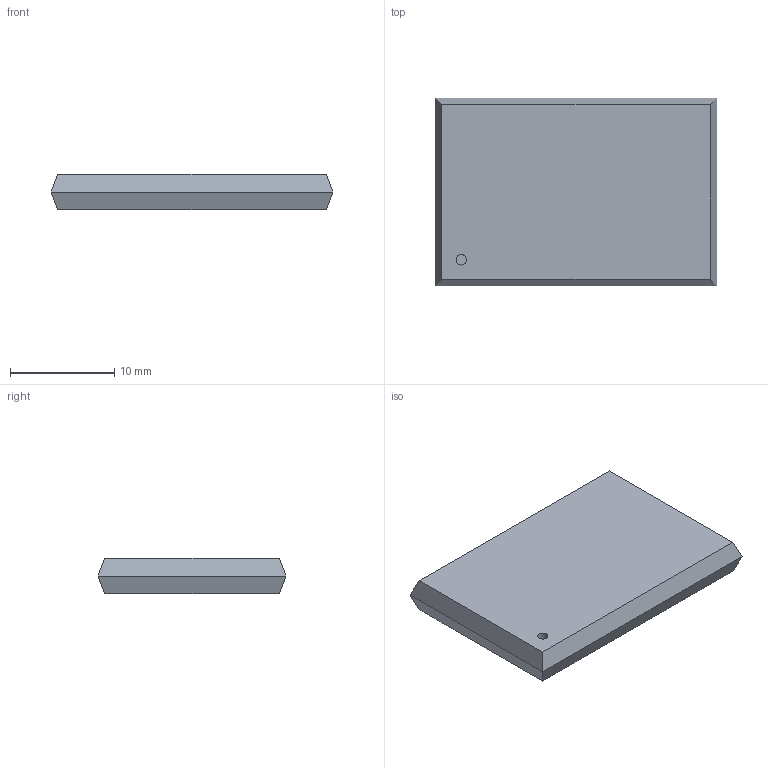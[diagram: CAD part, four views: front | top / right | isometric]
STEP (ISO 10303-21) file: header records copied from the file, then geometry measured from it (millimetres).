
FILE_DESCRIPTION(/* description */ (''),/* implementation_level */ '2;1');
FILE_NAME(/* name */ 'case.step',/* time_stamp */ '2023-11-09T22:15:10Z',/* author */ (''),/* organization */ (''),/* preprocessor_version */ 'ST-DEVELOPER v20',/* originating_system */ 'Autodesk Translation Framework v12.9.0.99',/* authorisation */ '');
FILE_SCHEMA (('AUTOMOTIVE_DESIGN { 1 0 10303 214 3 1 1 }'));
Length unit declared in the file: millimetre
Products named in the file (1): case
Bounding box: 27 x 18 x 3.4 mm (x, y, z)
Volume: 1558.7 mm3; surface area: 1183.5 mm2
Topology: 1 solids, 1 shells, 12 faces, 23 edges, 14 vertices
Faces by surface type: plane 11, cylinder 1
Full cylindrical faces by diameter (mm): 1 x1
Entity records: 337 total; most frequent: DIRECTION 51, CARTESIAN_POINT 50, ORIENTED_EDGE 46, EDGE_CURVE 23, LINE 21, VECTOR 21, AXIS2_PLACEMENT_3D 15, VERTEX_POINT 14
